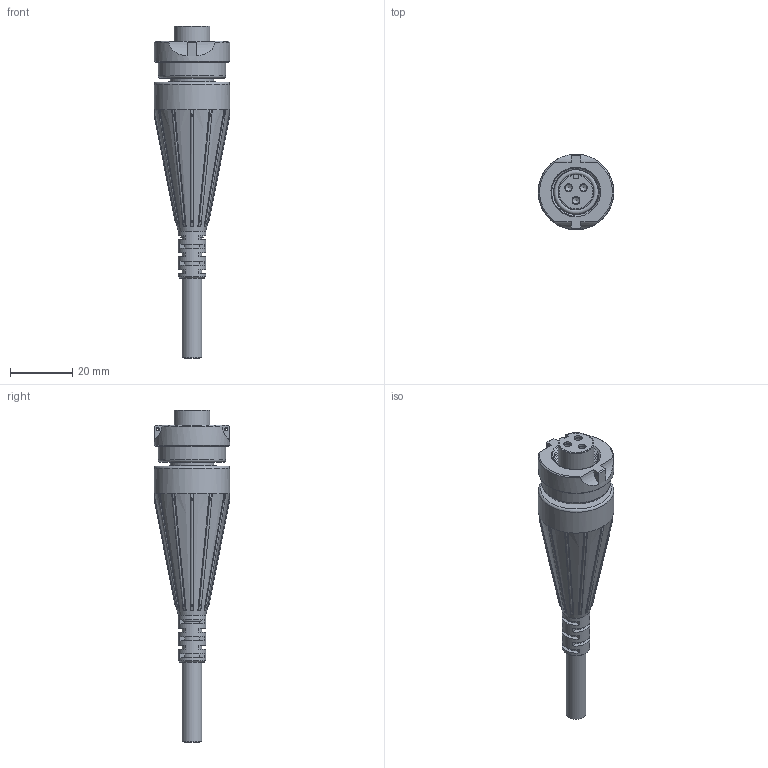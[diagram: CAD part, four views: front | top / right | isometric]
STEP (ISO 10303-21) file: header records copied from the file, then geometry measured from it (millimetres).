
FILE_DESCRIPTION(/* description */ (''),/* implementation_level */ '2;1');
FILE_NAME(/* name */ 'D3C.stp',/* time_stamp */ '2017-05-03T17:13:47-04:00',/* author */ ('aneininger'),/* organization */ (''),/* preprocessor_version */ 'ST-DEVELOPER v16.5',/* originating_system */ 'Autodesk Inventor 2017',/* authorisation */ '');
FILE_SCHEMA (('AUTOMOTIVE_DESIGN { 1 0 10303 214 3 1 1 }'));
Length unit declared in the file: inch
Products named in the file (1): D3C
Bounding box: 24.13 x 24.13 x 106.28 mm (x, y, z)
Surface area: 7526.5 mm2 (no closed solid volume)
Topology: 0 solids, 1 shells, 582 faces, 1186 edges, 677 vertices
Faces by surface type: plane 288, cylinder 244, bspline 29, cone 17, torus 4
Full cylindrical faces by diameter (mm): 0.128 x19, 0.203 x48, 0.762 x2, 1.575 x4, 2.235 x3, 2.54 x3, 3.937 x1, 4.445 x1, 4.572 x1, 6.35 x1, 8.89 x1, 13.97 x1, 14.287 x6, 21.717 x1, 24.13 x2
Entity records: 17278 total; most frequent: CARTESIAN_POINT 4595, DIRECTION 2742, ORIENTED_EDGE 2290, AXIS2_PLACEMENT_3D 1216, EDGE_CURVE 1073, EDGE_LOOP 738, VERTEX_POINT 651, FACE_OUTER_BOUND 578
